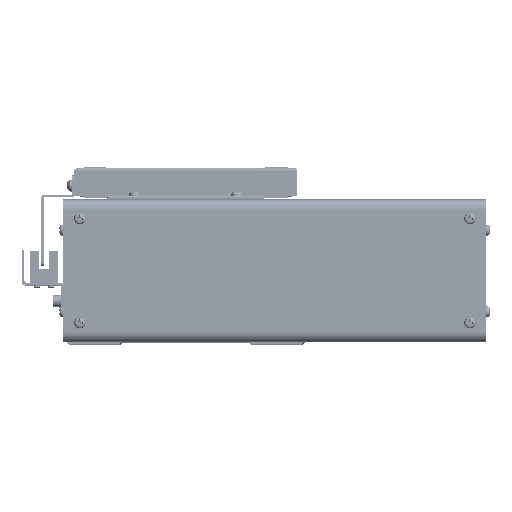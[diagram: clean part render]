
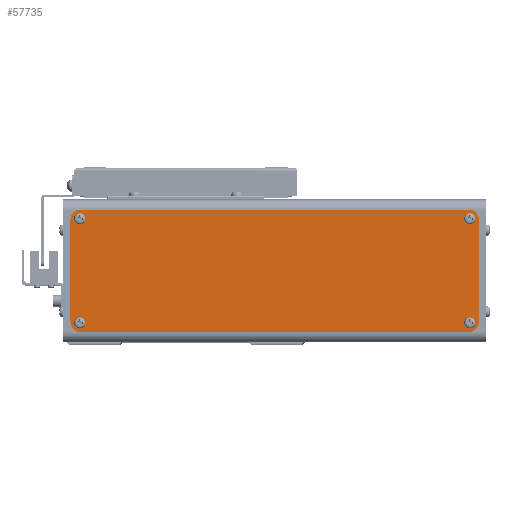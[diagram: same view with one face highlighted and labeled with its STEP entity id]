
A CAD part, top view. The second image highlights one B-rep face of the part: STEP entity #57735.
In plain terms, the highlighted planar face has unit normal (0, 0, 1).
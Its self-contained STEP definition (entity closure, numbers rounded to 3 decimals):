
#265 = AXIS2_PLACEMENT_3D ( 'NONE', #101314, #53372, #5416 ) ;
#1877 = CARTESIAN_POINT ( 'NONE',  ( -100., -25., 1. ) ) ;
#2781 = DIRECTION ( 'NONE',  ( 0., 0., 1. ) ) ;
#3007 = CARTESIAN_POINT ( 'NONE',  ( 95., 30., 1. ) ) ;
#3167 = CARTESIAN_POINT ( 'NONE',  ( -95., -30., 1. ) ) ;
#3653 = LINE ( 'NONE', #64047, #43695 ) ;
#3721 = FACE_BOUND ( 'NONE', #49481, .T. ) ;
#3997 = AXIS2_PLACEMENT_3D ( 'NONE', #42551, #98585, #50656 ) ;
#4019 = CIRCLE ( 'NONE', #84752, 5. ) ;
#4106 = EDGE_CURVE ( 'NONE', #75635, #8997, #39703, .T. ) ;
#4578 = CARTESIAN_POINT ( 'NONE',  ( 95.5, 25.5, 1. ) ) ;
#4667 = VERTEX_POINT ( 'NONE', #99927 ) ;
#5416 = DIRECTION ( 'NONE',  ( -1., 0., 0. ) ) ;
#7125 = VERTEX_POINT ( 'NONE', #94536 ) ;
#8997 = VERTEX_POINT ( 'NONE', #22531 ) ;
#10538 = EDGE_CURVE ( 'NONE', #76120, #55691, #3653, .T. ) ;
#12448 = DIRECTION ( 'NONE',  ( 0., 0., 1. ) ) ;
#12647 = DIRECTION ( 'NONE',  ( -1., 0., 0. ) ) ;
#13771 = ORIENTED_EDGE ( 'NONE', *, *, #62786, .F. ) ;
#14715 = VERTEX_POINT ( 'NONE', #98879 ) ;
#14786 = EDGE_LOOP ( 'NONE', ( #44702, #19417, #95139, #97227, #71107, #78278, #73394, #26855 ) ) ;
#14922 = CARTESIAN_POINT ( 'NONE',  ( -95., 30., 1. ) ) ;
#16066 = AXIS2_PLACEMENT_3D ( 'NONE', #50760, #2781, #58813 ) ;
#16561 = CIRCLE ( 'NONE', #86421, 1.6 ) ;
#17528 = EDGE_CURVE ( 'NONE', #29341, #40496, #89621, .T. ) ;
#17625 = ORIENTED_EDGE ( 'NONE', *, *, #40534, .F. ) ;
#17717 = ORIENTED_EDGE ( 'NONE', *, *, #72168, .F. ) ;
#17757 = LINE ( 'NONE', #14922, #97901 ) ;
#18090 = DIRECTION ( 'NONE',  ( 0., 0., 1. ) ) ;
#19417 = ORIENTED_EDGE ( 'NONE', *, *, #72480, .T. ) ;
#20198 = AXIS2_PLACEMENT_3D ( 'NONE', #4578, #60606, #12647 ) ;
#20922 = EDGE_CURVE ( 'NONE', #7125, #76120, #4019, .T. ) ;
#21528 = CARTESIAN_POINT ( 'NONE',  ( -93.9, -25.5, 1. ) ) ;
#22531 = CARTESIAN_POINT ( 'NONE',  ( 93.9, 25.5, 1. ) ) ;
#22540 = PLANE ( 'NONE',  #48116 ) ;
#22956 = DIRECTION ( 'NONE',  ( -1., 0., 0. ) ) ;
#24978 = FACE_OUTER_BOUND ( 'NONE', #14786, .T. ) ;
#26855 = ORIENTED_EDGE ( 'NONE', *, *, #10538, .T. ) ;
#28420 = DIRECTION ( 'NONE',  ( 0., 0., 1. ) ) ;
#28503 = CARTESIAN_POINT ( 'NONE',  ( 97.1, 25.5, 1. ) ) ;
#29341 = VERTEX_POINT ( 'NONE', #82708 ) ;
#30586 = CARTESIAN_POINT ( 'NONE',  ( 95., 25., 1. ) ) ;
#31703 = DIRECTION ( 'NONE',  ( 0., 0., 1. ) ) ;
#32557 = LINE ( 'NONE', #100377, #56437 ) ;
#32997 = EDGE_CURVE ( 'NONE', #103480, #50966, #96699, .T. ) ;
#33391 = CIRCLE ( 'NONE', #75093, 1.6 ) ;
#33655 = AXIS2_PLACEMENT_3D ( 'NONE', #46256, #46123, #45777 ) ;
#35762 = VERTEX_POINT ( 'NONE', #3007 ) ;
#38026 = EDGE_CURVE ( 'NONE', #14715, #103480, #32557, .T. ) ;
#39703 = CIRCLE ( 'NONE', #60434, 1.6 ) ;
#40436 = CIRCLE ( 'NONE', #79746, 1.6 ) ;
#40496 = VERTEX_POINT ( 'NONE', #52350 ) ;
#40534 = EDGE_CURVE ( 'NONE', #59146, #60628, #83727, .T. ) ;
#41517 = LINE ( 'NONE', #3167, #65362 ) ;
#42551 = CARTESIAN_POINT ( 'NONE',  ( -95.5, 25.5, 1. ) ) ;
#43695 = VECTOR ( 'NONE', #66022, 1000. ) ;
#44032 = VERTEX_POINT ( 'NONE', #89756 ) ;
#44384 = DIRECTION ( 'NONE',  ( 0., -1., 0. ) ) ;
#44702 = ORIENTED_EDGE ( 'NONE', *, *, #100339, .T. ) ;
#45431 = EDGE_CURVE ( 'NONE', #44032, #85633, #40436, .T. ) ;
#45777 = DIRECTION ( 'NONE',  ( -1., 0., 0. ) ) ;
#46123 = DIRECTION ( 'NONE',  ( 0., 0., 1. ) ) ;
#46256 = CARTESIAN_POINT ( 'NONE',  ( -95., -25., 1. ) ) ;
#46287 = FACE_BOUND ( 'NONE', #102904, .T. ) ;
#46706 = DIRECTION ( 'NONE',  ( 0., 0., -1. ) ) ;
#47129 = AXIS2_PLACEMENT_3D ( 'NONE', #60420, #12448, #68458 ) ;
#48116 = AXIS2_PLACEMENT_3D ( 'NONE', #30586, #46706, #102712 ) ;
#48228 = CIRCLE ( 'NONE', #20198, 1.6 ) ;
#49291 = ORIENTED_EDGE ( 'NONE', *, *, #17528, .F. ) ;
#49481 = EDGE_LOOP ( 'NONE', ( #17717, #49291 ) ) ;
#50656 = DIRECTION ( 'NONE',  ( 1., 0., 0. ) ) ;
#50760 = CARTESIAN_POINT ( 'NONE',  ( -95., 25., 1. ) ) ;
#50966 = VERTEX_POINT ( 'NONE', #85248 ) ;
#52350 = CARTESIAN_POINT ( 'NONE',  ( -97.1, 25.5, 1. ) ) ;
#53372 = DIRECTION ( 'NONE',  ( 0., 0., 1. ) ) ;
#55691 = VERTEX_POINT ( 'NONE', #59596 ) ;
#56437 = VECTOR ( 'NONE', #44384, 1000. ) ;
#56831 = CARTESIAN_POINT ( 'NONE',  ( 100., -25., 1. ) ) ;
#57240 = ORIENTED_EDGE ( 'NONE', *, *, #72140, .F. ) ;
#57735 = ADVANCED_FACE ( 'NONE', ( #46287, #3721, #24978, #67611, #65081 ), #22540, .F. ) ;
#58199 = DIRECTION ( 'NONE',  ( 1., 0., 0. ) ) ;
#58394 = DIRECTION ( 'NONE',  ( 0., 0., 1. ) ) ;
#58426 = CARTESIAN_POINT ( 'NONE',  ( 95., -25., 1. ) ) ;
#58813 = DIRECTION ( 'NONE',  ( -1., 0., 0. ) ) ;
#59146 = VERTEX_POINT ( 'NONE', #21528 ) ;
#59596 = CARTESIAN_POINT ( 'NONE',  ( 100., 25., 1. ) ) ;
#60420 = CARTESIAN_POINT ( 'NONE',  ( 95., 25., 1. ) ) ;
#60434 = AXIS2_PLACEMENT_3D ( 'NONE', #99851, #99509, #99711 ) ;
#60606 = DIRECTION ( 'NONE',  ( 0., 0., 1. ) ) ;
#60628 = VERTEX_POINT ( 'NONE', #66143 ) ;
#60645 = EDGE_CURVE ( 'NONE', #4667, #14715, #70933, .T. ) ;
#62786 = EDGE_CURVE ( 'NONE', #8997, #75635, #48228, .T. ) ;
#63919 = EDGE_LOOP ( 'NONE', ( #57240, #17625 ) ) ;
#64047 = CARTESIAN_POINT ( 'NONE',  ( 100., -25., 1. ) ) ;
#65081 = FACE_BOUND ( 'NONE', #63919, .T. ) ;
#65362 = VECTOR ( 'NONE', #74982, 1000. ) ;
#66022 = DIRECTION ( 'NONE',  ( 0., 1., 0. ) ) ;
#66044 = CARTESIAN_POINT ( 'NONE',  ( -95.5, -25.5, 1. ) ) ;
#66143 = CARTESIAN_POINT ( 'NONE',  ( -97.1, -25.5, 1. ) ) ;
#66306 = ORIENTED_EDGE ( 'NONE', *, *, #82748, .F. ) ;
#67611 = FACE_BOUND ( 'NONE', #89499, .T. ) ;
#67678 = ORIENTED_EDGE ( 'NONE', *, *, #45431, .F. ) ;
#68458 = DIRECTION ( 'NONE',  ( -1., 0., 0. ) ) ;
#70933 = CIRCLE ( 'NONE', #16066, 5. ) ;
#71107 = ORIENTED_EDGE ( 'NONE', *, *, #32997, .T. ) ;
#71257 = ORIENTED_EDGE ( 'NONE', *, *, #4106, .F. ) ;
#71298 = EDGE_CURVE ( 'NONE', #50966, #7125, #41517, .T. ) ;
#72140 = EDGE_CURVE ( 'NONE', #60628, #59146, #16561, .T. ) ;
#72168 = EDGE_CURVE ( 'NONE', #40496, #29341, #75474, .T. ) ;
#72480 = EDGE_CURVE ( 'NONE', #35762, #4667, #17757, .T. ) ;
#73394 = ORIENTED_EDGE ( 'NONE', *, *, #20922, .T. ) ;
#73873 = CIRCLE ( 'NONE', #47129, 5. ) ;
#74159 = DIRECTION ( 'NONE',  ( -1., 0., 0. ) ) ;
#74982 = DIRECTION ( 'NONE',  ( 1., 0., 0. ) ) ;
#75093 = AXIS2_PLACEMENT_3D ( 'NONE', #76444, #28420, #84408 ) ;
#75474 = CIRCLE ( 'NONE', #3997, 1.6 ) ;
#75635 = VERTEX_POINT ( 'NONE', #28503 ) ;
#76120 = VERTEX_POINT ( 'NONE', #56831 ) ;
#76444 = CARTESIAN_POINT ( 'NONE',  ( 95.5, -25.5, 1. ) ) ;
#78041 = CARTESIAN_POINT ( 'NONE',  ( 93.9, -25.5, 1. ) ) ;
#78278 = ORIENTED_EDGE ( 'NONE', *, *, #71298, .T. ) ;
#79726 = CARTESIAN_POINT ( 'NONE',  ( 95.5, -25.5, 1. ) ) ;
#79746 = AXIS2_PLACEMENT_3D ( 'NONE', #79726, #31703, #87724 ) ;
#82708 = CARTESIAN_POINT ( 'NONE',  ( -93.9, 25.5, 1. ) ) ;
#82748 = EDGE_CURVE ( 'NONE', #85633, #44032, #33391, .T. ) ;
#83727 = CIRCLE ( 'NONE', #265, 1.6 ) ;
#84408 = DIRECTION ( 'NONE',  ( 1., 0., 0. ) ) ;
#84752 = AXIS2_PLACEMENT_3D ( 'NONE', #58426, #58394, #58199 ) ;
#85248 = CARTESIAN_POINT ( 'NONE',  ( -95., -30., 1. ) ) ;
#85633 = VERTEX_POINT ( 'NONE', #78041 ) ;
#86421 = AXIS2_PLACEMENT_3D ( 'NONE', #66044, #18090, #74159 ) ;
#87170 = AXIS2_PLACEMENT_3D ( 'NONE', #88970, #88616, #88277 ) ;
#87724 = DIRECTION ( 'NONE',  ( 1., 0., 0. ) ) ;
#88277 = DIRECTION ( 'NONE',  ( 1., 0., 0. ) ) ;
#88616 = DIRECTION ( 'NONE',  ( 0., 0., 1. ) ) ;
#88970 = CARTESIAN_POINT ( 'NONE',  ( -95.5, 25.5, 1. ) ) ;
#89499 = EDGE_LOOP ( 'NONE', ( #13771, #71257 ) ) ;
#89621 = CIRCLE ( 'NONE', #87170, 1.6 ) ;
#89756 = CARTESIAN_POINT ( 'NONE',  ( 97.1, -25.5, 1. ) ) ;
#94536 = CARTESIAN_POINT ( 'NONE',  ( 95., -30., 1. ) ) ;
#95139 = ORIENTED_EDGE ( 'NONE', *, *, #60645, .T. ) ;
#96699 = CIRCLE ( 'NONE', #33655, 5. ) ;
#97227 = ORIENTED_EDGE ( 'NONE', *, *, #38026, .T. ) ;
#97901 = VECTOR ( 'NONE', #22956, 1000. ) ;
#98585 = DIRECTION ( 'NONE',  ( 0., 0., 1. ) ) ;
#98879 = CARTESIAN_POINT ( 'NONE',  ( -100., 25., 1. ) ) ;
#99509 = DIRECTION ( 'NONE',  ( 0., 0., 1. ) ) ;
#99711 = DIRECTION ( 'NONE',  ( -1., 0., 0. ) ) ;
#99851 = CARTESIAN_POINT ( 'NONE',  ( 95.5, 25.5, 1. ) ) ;
#99927 = CARTESIAN_POINT ( 'NONE',  ( -95., 30., 1. ) ) ;
#100339 = EDGE_CURVE ( 'NONE', #55691, #35762, #73873, .T. ) ;
#100377 = CARTESIAN_POINT ( 'NONE',  ( -100., -25., 1. ) ) ;
#101314 = CARTESIAN_POINT ( 'NONE',  ( -95.5, -25.5, 1. ) ) ;
#102712 = DIRECTION ( 'NONE',  ( -1., 0., 0. ) ) ;
#102904 = EDGE_LOOP ( 'NONE', ( #66306, #67678 ) ) ;
#103480 = VERTEX_POINT ( 'NONE', #1877 ) ;
